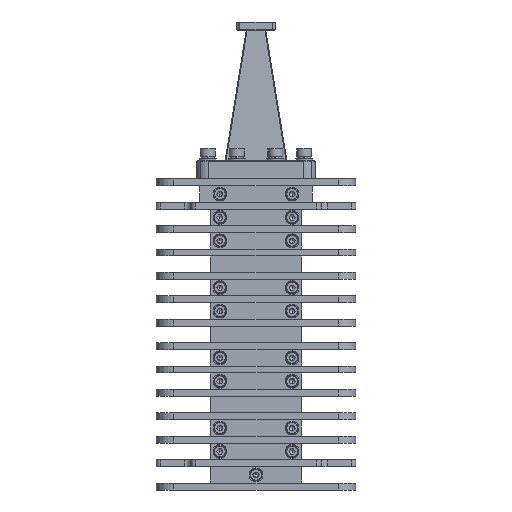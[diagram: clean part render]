
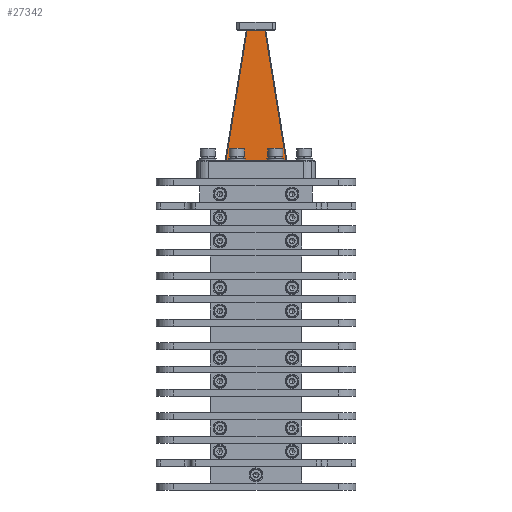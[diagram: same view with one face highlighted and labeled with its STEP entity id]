
A CAD part, left-side view. The second image highlights one B-rep face of the part: STEP entity #27342.
In plain terms, the highlighted planar face has unit normal (-0.997, 0, 0.076).
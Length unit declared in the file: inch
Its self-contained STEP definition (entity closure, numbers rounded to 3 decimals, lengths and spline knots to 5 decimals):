
#1420 = EDGE_CURVE ( 'NONE', #6159, #32561, #36797, .T. ) ;
#3244 = DIRECTION ( 'NONE',  ( 0., -1., 0. ) ) ;
#3335 = CARTESIAN_POINT ( 'NONE',  ( -0.20754, -0.04253, 3.35331 ) ) ;
#4448 = DIRECTION ( 'NONE',  ( -0.075, -0.159, -0.984 ) ) ;
#5039 = DIRECTION ( 'NONE',  ( 0.075, -0.159, 0.984 ) ) ;
#5579 = LINE ( 'NONE', #22314, #33326 ) ;
#6159 = VERTEX_POINT ( 'NONE', #18778 ) ;
#6385 = EDGE_CURVE ( 'NONE', #23640, #6159, #35415, .T. ) ;
#6534 = VECTOR ( 'NONE', #4448, 39.37008 ) ;
#6980 = VECTOR ( 'NONE', #5039, 39.37008 ) ;
#11383 = ORIENTED_EDGE ( 'NONE', *, *, #1420, .F. ) ;
#13950 = CARTESIAN_POINT ( 'NONE',  ( -0.43186, 0.84104, 0.3937 ) ) ;
#16546 = ORIENTED_EDGE ( 'NONE', *, *, #28173, .F. ) ;
#16759 = CARTESIAN_POINT ( 'NONE',  ( -0.43186, -0.22267, 0.3937 ) ) ;
#17475 = DIRECTION ( 'NONE',  ( 0.997, 0., -0.076 ) ) ;
#18282 = CARTESIAN_POINT ( 'NONE',  ( -0.45976, -0.58122, 0.02554 ) ) ;
#18778 = CARTESIAN_POINT ( 'NONE',  ( -0.43186, -0.52162, 0.3937 ) ) ;
#18832 = EDGE_CURVE ( 'NONE', #27549, #23640, #5579, .T. ) ;
#20356 = ORIENTED_EDGE ( 'NONE', *, *, #18832, .F. ) ;
#22314 = CARTESIAN_POINT ( 'NONE',  ( -0.20754, -0.22267, 3.35331 ) ) ;
#22444 = LINE ( 'NONE', #38681, #6980 ) ;
#23430 = CARTESIAN_POINT ( 'NONE',  ( -0.20754, 0.36195, 3.35331 ) ) ;
#23640 = VERTEX_POINT ( 'NONE', #3335 ) ;
#24878 = VECTOR ( 'NONE', #30350, 39.37008 ) ;
#26304 = DIRECTION ( 'NONE',  ( 0., -1., 0. ) ) ;
#27342 = ADVANCED_FACE ( 'NONE', ( #30836 ), #30419, .F. ) ;
#27549 = VERTEX_POINT ( 'NONE', #23430 ) ;
#28173 = EDGE_CURVE ( 'NONE', #32561, #27549, #22444, .T. ) ;
#28806 = AXIS2_PLACEMENT_3D ( 'NONE', #40647, #17475, #3244 ) ;
#30350 = DIRECTION ( 'NONE',  ( 0., 1., 0. ) ) ;
#30419 = PLANE ( 'NONE',  #28806 ) ;
#30836 = FACE_OUTER_BOUND ( 'NONE', #43343, .T. ) ;
#32561 = VERTEX_POINT ( 'NONE', #13950 ) ;
#33326 = VECTOR ( 'NONE', #26304, 39.37008 ) ;
#35415 = LINE ( 'NONE', #18282, #6534 ) ;
#36797 = LINE ( 'NONE', #16759, #24878 ) ;
#38681 = CARTESIAN_POINT ( 'NONE',  ( -0.45284, 0.88586, 0.11688 ) ) ;
#39287 = ORIENTED_EDGE ( 'NONE', *, *, #6385, .F. ) ;
#40647 = CARTESIAN_POINT ( 'NONE',  ( -0.4617, -0.60505, 0. ) ) ;
#43343 = EDGE_LOOP ( 'NONE', ( #16546, #11383, #39287, #20356 ) ) ;
